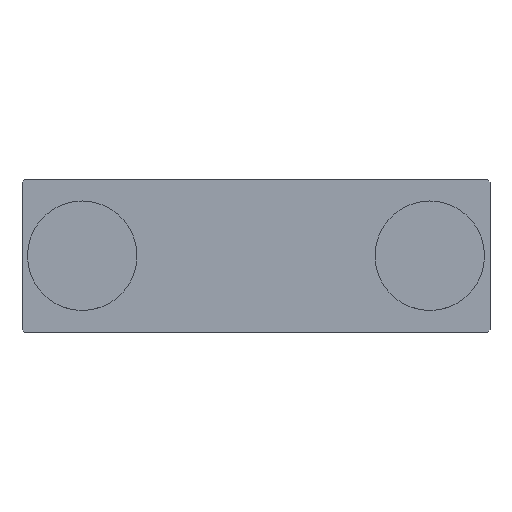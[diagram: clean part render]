
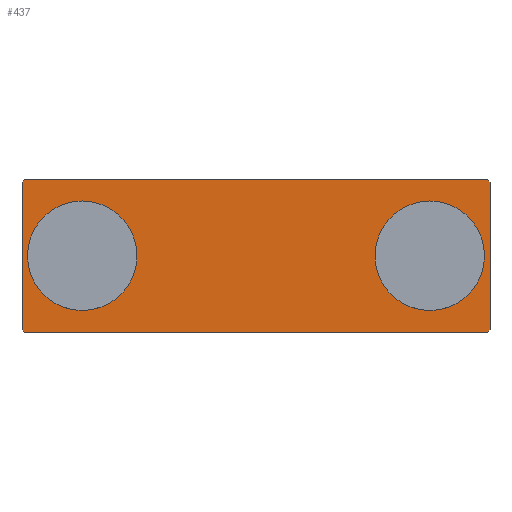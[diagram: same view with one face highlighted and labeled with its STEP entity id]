
A CAD part, top view. The second image highlights one B-rep face of the part: STEP entity #437.
In plain terms, the highlighted planar face has unit normal (0, 0, 1).
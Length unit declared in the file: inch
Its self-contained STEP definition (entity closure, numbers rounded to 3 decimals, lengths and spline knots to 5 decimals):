
#66=DIRECTION('',(-0.707,0.707,0.));
#67=VECTOR('',#66,0.05515);
#68=CARTESIAN_POINT('',(3.36614,1.06335,0.1181));
#69=LINE('',#68,#67);
#70=DIRECTION('',(0.,1.,0.));
#71=VECTOR('',#70,2.1267);
#72=CARTESIAN_POINT('',(3.36614,-1.06335,0.1181));
#73=LINE('',#72,#71);
#74=DIRECTION('',(0.707,0.707,0.));
#75=VECTOR('',#74,0.05515);
#76=CARTESIAN_POINT('',(3.32714,-1.10235,0.1181));
#77=LINE('',#76,#75);
#78=DIRECTION('',(1.,0.,0.));
#79=VECTOR('',#78,6.65428);
#80=CARTESIAN_POINT('',(-3.32714,-1.10235,0.1181));
#81=LINE('',#80,#79);
#82=DIRECTION('',(0.707,-0.707,0.));
#83=VECTOR('',#82,0.05515);
#84=CARTESIAN_POINT('',(-3.36614,-1.06335,0.1181));
#85=LINE('',#84,#83);
#86=DIRECTION('',(0.,-1.,0.));
#87=VECTOR('',#86,2.1267);
#88=CARTESIAN_POINT('',(-3.36614,1.06335,0.1181));
#89=LINE('',#88,#87);
#90=DIRECTION('',(-0.707,-0.707,0.));
#91=VECTOR('',#90,0.05515);
#92=CARTESIAN_POINT('',(-3.32714,1.10235,0.1181));
#93=LINE('',#92,#91);
#94=DIRECTION('',(-1.,0.,0.));
#95=VECTOR('',#94,6.65428);
#96=CARTESIAN_POINT('',(3.32714,1.10235,0.1181));
#97=LINE('',#96,#95);
#98=CARTESIAN_POINT('',(-2.5,0.,0.1181));
#99=DIRECTION('',(0.,0.,-1.));
#100=DIRECTION('',(1.,0.,0.));
#101=AXIS2_PLACEMENT_3D('',#98,#99,#100);
#103=CARTESIAN_POINT('',(-2.5,0.,0.1181));
#104=DIRECTION('',(0.,0.,-1.));
#105=DIRECTION('',(-1.,0.,0.));
#106=AXIS2_PLACEMENT_3D('',#103,#104,#105);
#108=CARTESIAN_POINT('',(2.5,0.,0.1181));
#109=DIRECTION('',(0.,0.,-1.));
#110=DIRECTION('',(1.,0.,0.));
#111=AXIS2_PLACEMENT_3D('',#108,#109,#110);
#113=CARTESIAN_POINT('',(2.5,0.,0.1181));
#114=DIRECTION('',(0.,0.,-1.));
#115=DIRECTION('',(-1.,0.,0.));
#116=AXIS2_PLACEMENT_3D('',#113,#114,#115);
#214=CARTESIAN_POINT('',(3.36614,1.06335,0.1181));
#215=VERTEX_POINT('',#214);
#216=CARTESIAN_POINT('',(3.32714,1.10235,0.1181));
#217=VERTEX_POINT('',#216);
#222=CARTESIAN_POINT('',(3.32714,-1.10235,0.1181));
#223=VERTEX_POINT('',#222);
#224=CARTESIAN_POINT('',(3.36614,-1.06335,0.1181));
#225=VERTEX_POINT('',#224);
#230=CARTESIAN_POINT('',(-3.32714,1.10235,0.1181));
#231=VERTEX_POINT('',#230);
#232=CARTESIAN_POINT('',(-3.36614,1.06335,0.1181));
#233=VERTEX_POINT('',#232);
#238=CARTESIAN_POINT('',(-3.36614,-1.06335,0.1181));
#239=VERTEX_POINT('',#238);
#240=CARTESIAN_POINT('',(-3.32714,-1.10235,0.1181));
#241=VERTEX_POINT('',#240);
#242=CARTESIAN_POINT('',(-2.1065,0.,0.1181));
#243=CARTESIAN_POINT('',(-2.8935,0.,0.1181));
#244=VERTEX_POINT('',#242);
#245=VERTEX_POINT('',#243);
#246=CARTESIAN_POINT('',(2.8935,0.,0.1181));
#247=CARTESIAN_POINT('',(2.1065,0.,0.1181));
#248=VERTEX_POINT('',#246);
#249=VERTEX_POINT('',#247);
#410=CARTESIAN_POINT('',(0.,0.,0.1181));
#411=DIRECTION('',(0.,0.,1.));
#412=DIRECTION('',(1.,0.,0.));
#413=AXIS2_PLACEMENT_3D('',#410,#411,#412);
#414=PLANE('',#413);
#415=ORIENTED_EDGE('',*,*,#306,.F.);
#416=ORIENTED_EDGE('',*,*,#322,.F.);
#417=ORIENTED_EDGE('',*,*,#335,.F.);
#418=ORIENTED_EDGE('',*,*,#350,.F.);
#419=ORIENTED_EDGE('',*,*,#363,.F.);
#420=ORIENTED_EDGE('',*,*,#376,.F.);
#421=ORIENTED_EDGE('',*,*,#391,.F.);
#422=ORIENTED_EDGE('',*,*,#403,.F.);
#423=EDGE_LOOP('',(#415,#416,#417,#418,#419,#420,#421,#422));
#424=FACE_OUTER_BOUND('',#423,.F.);
#426=ORIENTED_EDGE('',*,*,#425,.F.);
#428=ORIENTED_EDGE('',*,*,#427,.F.);
#429=EDGE_LOOP('',(#426,#428));
#430=FACE_BOUND('',#429,.F.);
#432=ORIENTED_EDGE('',*,*,#431,.F.);
#434=ORIENTED_EDGE('',*,*,#433,.F.);
#435=EDGE_LOOP('',(#432,#434));
#436=FACE_BOUND('',#435,.F.);
#437=ADVANCED_FACE('',(#424,#430,#436),#414,.T.);
#102=CIRCLE('',#101,0.3935);
#107=CIRCLE('',#106,0.3935);
#112=CIRCLE('',#111,0.3935);
#117=CIRCLE('',#116,0.3935);
#306=EDGE_CURVE('',#215,#217,#69,.T.);
#322=EDGE_CURVE('',#225,#215,#73,.T.);
#335=EDGE_CURVE('',#223,#225,#77,.T.);
#350=EDGE_CURVE('',#241,#223,#81,.T.);
#363=EDGE_CURVE('',#239,#241,#85,.T.);
#376=EDGE_CURVE('',#233,#239,#89,.T.);
#391=EDGE_CURVE('',#231,#233,#93,.T.);
#403=EDGE_CURVE('',#217,#231,#97,.T.);
#425=EDGE_CURVE('',#244,#245,#102,.T.);
#427=EDGE_CURVE('',#245,#244,#107,.T.);
#431=EDGE_CURVE('',#248,#249,#112,.T.);
#433=EDGE_CURVE('',#249,#248,#117,.T.);
